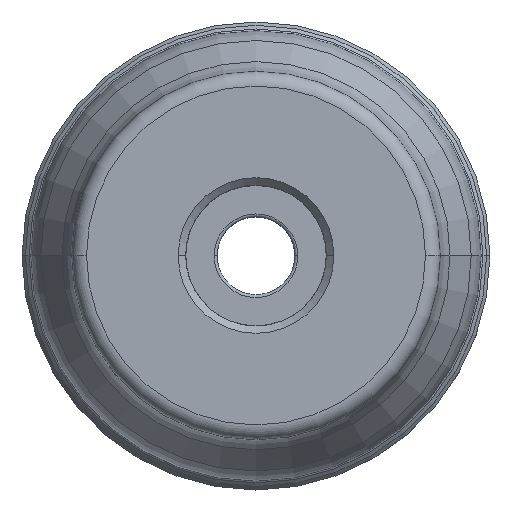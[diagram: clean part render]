
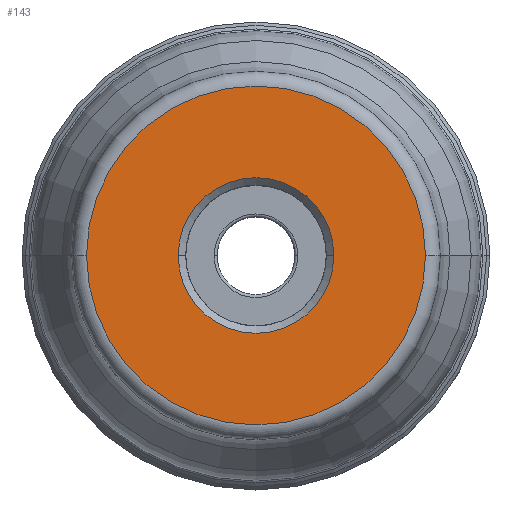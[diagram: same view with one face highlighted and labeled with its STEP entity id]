
A CAD part, top view. The second image highlights one B-rep face of the part: STEP entity #143.
In plain terms, the highlighted planar face has unit normal (0, 0, 1).
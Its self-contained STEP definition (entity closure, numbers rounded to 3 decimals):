
#80=PLANE('',#1531);
#91=FACE_BOUND('',#328,.T.);
#92=FACE_BOUND('',#329,.T.);
#143=ADVANCED_FACE('',(#91,#92),#80,.F.);
#328=EDGE_LOOP('',(#550,#551,#552,#553));
#329=EDGE_LOOP('',(#554,#555));
#550=ORIENTED_EDGE('',*,*,#946,.F.);
#551=ORIENTED_EDGE('',*,*,#944,.F.);
#552=ORIENTED_EDGE('',*,*,#943,.F.);
#553=ORIENTED_EDGE('',*,*,#947,.T.);
#554=ORIENTED_EDGE('',*,*,#948,.F.);
#555=ORIENTED_EDGE('',*,*,#949,.F.);
#794=VERTEX_POINT('',#2342);
#795=VERTEX_POINT('',#2344);
#796=VERTEX_POINT('',#2346);
#797=VERTEX_POINT('',#2350);
#798=VERTEX_POINT('',#2354);
#799=VERTEX_POINT('',#2355);
#943=EDGE_CURVE('',#794,#795,#1104,.T.);
#944=EDGE_CURVE('',#795,#796,#1105,.T.);
#946=EDGE_CURVE('',#796,#797,#1107,.T.);
#947=EDGE_CURVE('',#794,#797,#1108,.T.);
#948=EDGE_CURVE('',#798,#799,#1109,.T.);
#949=EDGE_CURVE('',#799,#798,#1110,.T.);
#1104=CIRCLE('',#1522,23.);
#1105=CIRCLE('',#1523,23.);
#1107=CIRCLE('',#1526,23.);
#1108=CIRCLE('',#1527,23.);
#1109=CIRCLE('',#1529,10.56);
#1110=CIRCLE('',#1530,10.56);
#1522=AXIS2_PLACEMENT_3D('',#2343,#1888,#1889);
#1523=AXIS2_PLACEMENT_3D('',#2345,#1890,#1891);
#1526=AXIS2_PLACEMENT_3D('',#2349,#1896,#1897);
#1527=AXIS2_PLACEMENT_3D('',#2351,#1898,#1899);
#1529=AXIS2_PLACEMENT_3D('',#2353,#1902,#1903);
#1530=AXIS2_PLACEMENT_3D('',#2356,#1904,#1905);
#1531=AXIS2_PLACEMENT_3D('',#2357,#1906,#1907);
#1888=DIRECTION('',(0.,0.,-1.));
#1889=DIRECTION('',(1.,0.,0.));
#1890=DIRECTION('',(0.,0.,-1.));
#1891=DIRECTION('',(1.,-0.001,0.));
#1896=DIRECTION('',(0.,0.,-1.));
#1897=DIRECTION('',(-1.,0.001,0.));
#1898=DIRECTION('',(0.,0.,1.));
#1899=DIRECTION('',(-1.,0.001,0.));
#1902=DIRECTION('',(0.,0.,1.));
#1903=DIRECTION('',(1.,0.,0.));
#1904=DIRECTION('',(0.,0.,1.));
#1905=DIRECTION('',(-1.,0.,0.));
#1906=DIRECTION('',(0.,0.,-1.));
#1907=DIRECTION('',(1.,0.,0.));
#2342=CARTESIAN_POINT('',(23.,0.,0.));
#2343=CARTESIAN_POINT('',(0.,0.,0.));
#2344=CARTESIAN_POINT('',(23.,-0.02,0.));
#2345=CARTESIAN_POINT('',(0.,0.,0.));
#2346=CARTESIAN_POINT('',(-23.,0.,0.));
#2349=CARTESIAN_POINT('',(0.,0.,0.));
#2350=CARTESIAN_POINT('',(-23.,0.02,0.));
#2351=CARTESIAN_POINT('',(0.,0.,0.));
#2353=CARTESIAN_POINT('',(0.,0.,0.));
#2354=CARTESIAN_POINT('',(10.56,0.,0.));
#2355=CARTESIAN_POINT('',(-10.56,0.,0.));
#2356=CARTESIAN_POINT('',(0.,0.,0.));
#2357=CARTESIAN_POINT('',(0.,0.,0.));
